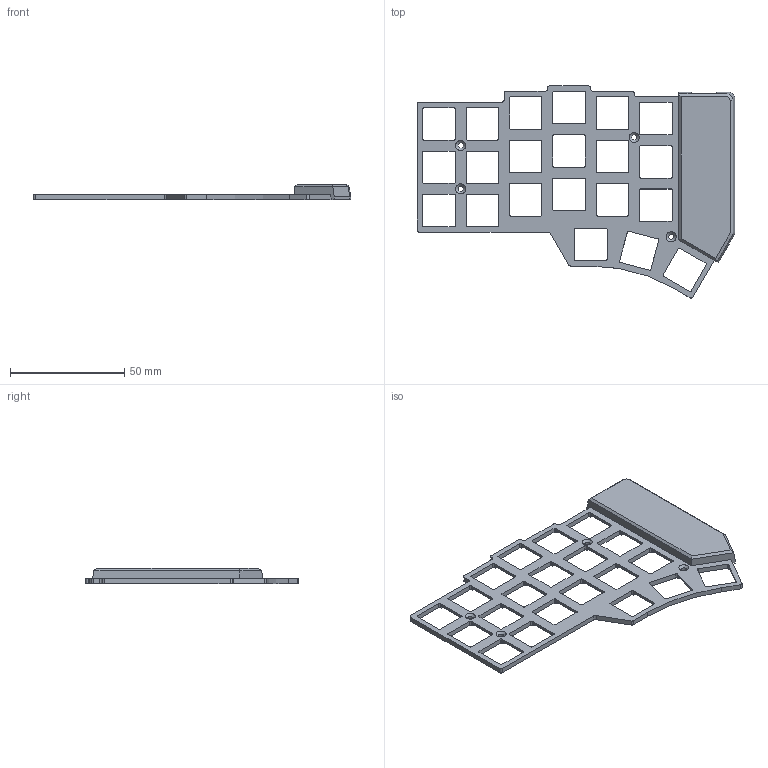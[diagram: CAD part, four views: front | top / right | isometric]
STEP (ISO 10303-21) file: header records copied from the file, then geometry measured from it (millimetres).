
FILE_DESCRIPTION(/* description */ (''),/* implementation_level */ '2;1');
FILE_NAME(/* name */ 'Standard Top.step',/* time_stamp */ '2023-09-05T02:58:48+03:00',/* author */ (''),/* organization */ (''),/* preprocessor_version */ 'ST-DEVELOPER v20',/* originating_system */ 'Autodesk Translation Framework v12.9.0.99',/* authorisation */ '');
FILE_SCHEMA (('AUTOMOTIVE_DESIGN { 1 0 10303 214 3 1 1 }'));
Length unit declared in the file: millimetre
Products named in the file (1): Standard Top
Bounding box: 139 x 92.93 x 6.7 mm (x, y, z)
Volume: 12204.7 mm3; surface area: 16200.2 mm2
Topology: 1 solids, 1 shells, 535 faces, 1582 edges, 1045 vertices
Faces by surface type: plane 317, cylinder 202, bspline 10, cone 6
Full cylindrical faces by diameter (mm): 2.4 x4
Entity records: 18151 total; most frequent: CARTESIAN_POINT 3391, ORIENTED_EDGE 3164, DIRECTION 3022, EDGE_CURVE 1582, LINE 1154, VECTOR 1154, VERTEX_POINT 1045, AXIS2_PLACEMENT_3D 934
